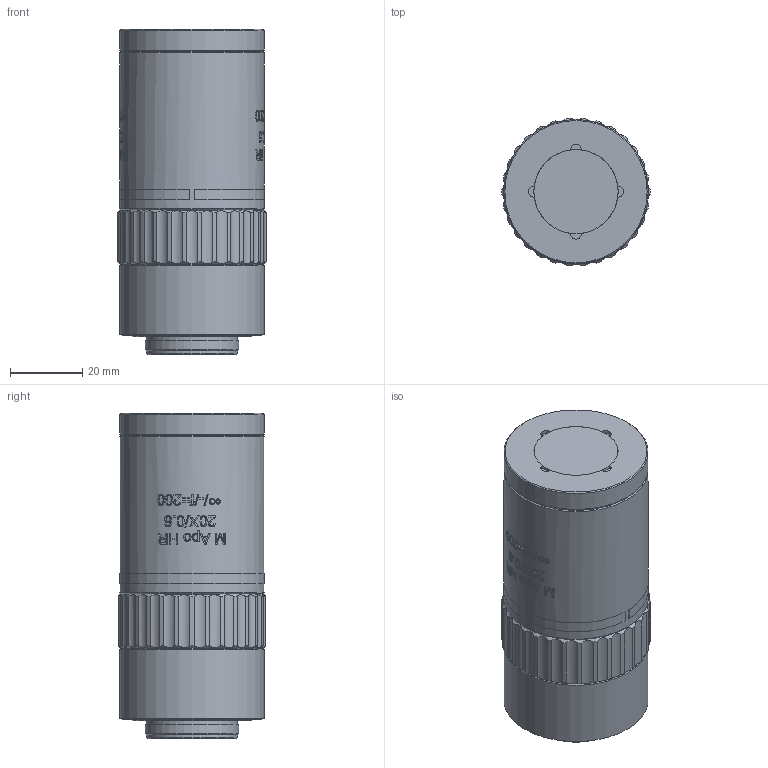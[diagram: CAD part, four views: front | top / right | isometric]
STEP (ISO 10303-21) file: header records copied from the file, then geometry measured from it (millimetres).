
FILE_DESCRIPTION (( 'STEP AP203' ), '1' );
FILE_NAME ('690047.STEP', '2026-01-08T03:43:10', ( 'Windows User' ), ( 'P R C' ), 'SwSTEP 2.0', 'SolidWorks 2024', '' );
FILE_SCHEMA (( 'CONFIG_CONTROL_DESIGN' ));
Length unit declared in the file: millimetre
Products named in the file (14): 齐焦垫片_1.stp; 保护片_1.stp; 镜 筒_1.stp; 保护片镜组_1.stp; 压 圈_1.stp; 隔 圈_1.stp; 后组_1.stp; 后组镜座_1.stp; 装饰圈_1.stp; 外套(一)_1.stp; 690047; 外套(二)_1.stp; 保护片座.stp; 690047.stp
Assembly tree (13 placements, depth 4):
  690047
    690047.stp
      后组_1.stp
        后组镜座_1.stp
        齐焦垫片_1.stp
      保护片镜组_1.stp
        保护片座.stp
        保护片_1.stp
      镜 筒_1.stp
      隔 圈_1.stp
      压 圈_1.stp
      外套(一)_1.stp
      装饰圈_1.stp
      外套(二)_1.stp
Bounding box: 41 x 40.88 x 90 mm (x, y, z)
Volume: 47200.7 mm3; surface area: 51172.7 mm2
Topology: 10 solids, 10 shells, 784 faces, 2015 edges, 1338 vertices
Faces by surface type: bspline 322, plane 222, cylinder 190, cone 49, torus 1
Full cylindrical faces by diameter (mm): 1 x4, 2.013 x8, 17.2 x1, 18 x1, 20.356 x1, 22.4 x2, 22.8 x1, 23.3 x2, 25.2 x2, 26 x2, 27 x1, 27.5 x1, 28 x1, 30.4 x1, 31 x3, 31.4 x1, 31.459 x1, 32 x1, 32.1 x1, 35.7 x1, 36 x3, 36.5 x2, 36.7 x1, 37 x3, 37.459 x2, 38 x1, 38.2 x2, 38.9 x2, 40 x3
Entity records: 34185 total; most frequent: CARTESIAN_POINT 16231, ORIENTED_EDGE 3724, DIRECTION 2515, EDGE_CURVE 1862, VERTEX_POINT 1297, EDGE_LOOP 1017, AXIS2_PLACEMENT_3D 907, FACE_OUTER_BOUND 840
